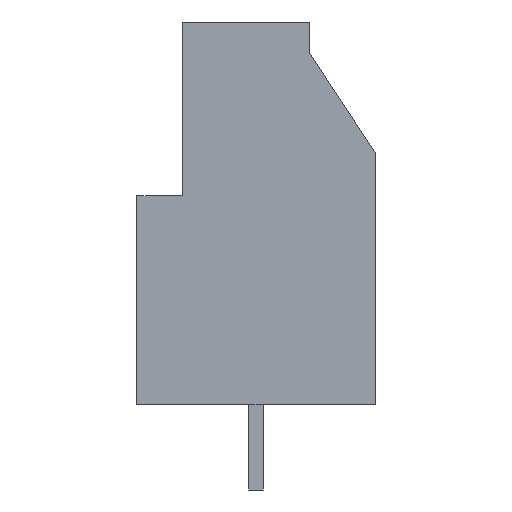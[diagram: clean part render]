
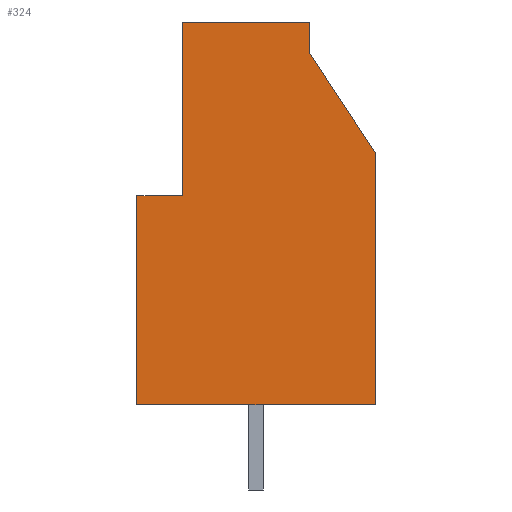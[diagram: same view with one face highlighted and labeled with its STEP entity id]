
A CAD part, front view. The second image highlights one B-rep face of the part: STEP entity #324.
In plain terms, the highlighted planar face has unit normal (0, -1, 0).
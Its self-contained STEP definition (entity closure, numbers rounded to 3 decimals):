
#324=ADVANCED_FACE('',(#2767),#2769,.F.);
#2767=FACE_OUTER_BOUND('',#2768,.T.);
#2768=EDGE_LOOP('',(#4708,#4709,#4710,#4711,#4712,#4713,#4714,#4715));
#2769=PLANE('',#2770);
#2770=AXIS2_PLACEMENT_3D('',#2771,#2772,#2773);
#2771=CARTESIAN_POINT('',(0.,-2.54,0.));
#2772=DIRECTION('',(-0.,1.,0.));
#2773=DIRECTION('',(1.,0.,0.));
#4708=ORIENTED_EDGE('',*,*,#5866,.F.);
#4709=ORIENTED_EDGE('',*,*,#5860,.F.);
#4710=ORIENTED_EDGE('',*,*,#5857,.F.);
#4711=ORIENTED_EDGE('',*,*,#5864,.F.);
#4712=ORIENTED_EDGE('',*,*,#5870,.F.);
#4713=ORIENTED_EDGE('',*,*,#5873,.F.);
#4714=ORIENTED_EDGE('',*,*,#5876,.F.);
#4715=ORIENTED_EDGE('',*,*,#5918,.F.);
#5857=EDGE_CURVE('',#6506,#6508,#6509,.T.);
#5860=EDGE_CURVE('',#6508,#6513,#6514,.T.);
#5864=EDGE_CURVE('',#6518,#6506,#6520,.T.);
#5866=EDGE_CURVE('',#6513,#6523,#6524,.T.);
#5870=EDGE_CURVE('',#6528,#6518,#6530,.T.);
#5873=EDGE_CURVE('',#6533,#6528,#6535,.T.);
#5876=EDGE_CURVE('',#6538,#6533,#6540,.T.);
#5918=EDGE_CURVE('',#6523,#6538,#6622,.T.);
#6506=VERTEX_POINT('',#7640);
#6508=VERTEX_POINT('',#7644);
#6509=LINE('',#7645,#7646);
#6513=VERTEX_POINT('',#7655);
#6514=LINE('',#7656,#7657);
#6518=VERTEX_POINT('',#7666);
#6520=LINE('',#7670,#7671);
#6523=VERTEX_POINT('',#7677);
#6524=LINE('',#7678,#7679);
#6528=VERTEX_POINT('',#7688);
#6530=LINE('',#7692,#7693);
#6533=VERTEX_POINT('',#7699);
#6535=LINE('',#7703,#7704);
#6538=VERTEX_POINT('',#7710);
#6540=LINE('',#7714,#7715);
#6622=LINE('',#7880,#7881);
#7640=CARTESIAN_POINT('',(-3.451,-2.54,18.002));
#7644=CARTESIAN_POINT('',(2.532,-2.54,18.002));
#7645=CARTESIAN_POINT('',(-3.451,-2.54,18.002));
#7646=VECTOR('',#7647,1.);
#7647=DIRECTION('',(1.,0.,0.));
#7655=CARTESIAN_POINT('',(2.532,-2.54,16.521));
#7656=CARTESIAN_POINT('',(2.532,-2.54,18.002));
#7657=VECTOR('',#7658,1.);
#7658=DIRECTION('',(0.,0.,-1.));
#7666=CARTESIAN_POINT('',(-3.451,-2.54,9.84));
#7670=CARTESIAN_POINT('',(-3.451,-2.54,9.84));
#7671=VECTOR('',#7672,1.);
#7672=DIRECTION('',(0.,0.,1.));
#7677=CARTESIAN_POINT('',(5.6,-2.54,11.852));
#7678=CARTESIAN_POINT('',(2.532,-2.54,16.521));
#7679=VECTOR('',#7680,1.);
#7680=DIRECTION('',(0.549,0.,-0.836));
#7688=CARTESIAN_POINT('',(-5.6,-2.54,9.84));
#7692=CARTESIAN_POINT('',(-5.6,-2.54,9.84));
#7693=VECTOR('',#7694,1.);
#7694=DIRECTION('',(1.,0.,0.));
#7699=CARTESIAN_POINT('',(-5.6,-2.54,0.));
#7703=CARTESIAN_POINT('',(-5.6,-2.54,0.));
#7704=VECTOR('',#7705,1.);
#7705=DIRECTION('',(0.,0.,1.));
#7710=CARTESIAN_POINT('',(5.6,-2.54,0.));
#7714=CARTESIAN_POINT('',(5.6,-2.54,0.));
#7715=VECTOR('',#7716,1.);
#7716=DIRECTION('',(-1.,0.,0.));
#7880=CARTESIAN_POINT('',(5.6,-2.54,11.852));
#7881=VECTOR('',#7882,1.);
#7882=DIRECTION('',(0.,0.,-1.));
